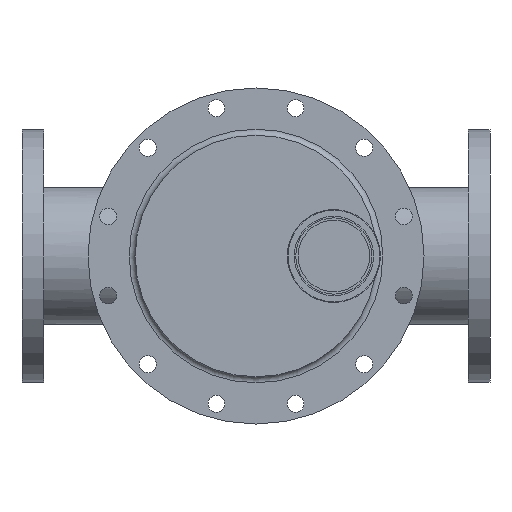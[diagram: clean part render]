
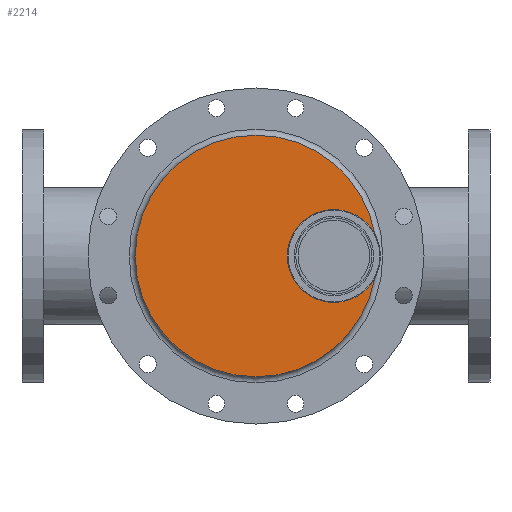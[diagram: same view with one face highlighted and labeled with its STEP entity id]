
A CAD part, left-side view. The second image highlights one B-rep face of the part: STEP entity #2214.
In plain terms, the highlighted planar face has unit normal (-1, 0, 0).
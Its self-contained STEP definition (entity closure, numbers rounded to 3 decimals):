
#37=FACE_BOUND('',#403,.T.);
#184=PLANE('',#2513);
#280=FACE_OUTER_BOUND('',#402,.T.);
#402=EDGE_LOOP('',(#1782));
#403=EDGE_LOOP('',(#1783));
#926=CIRCLE('',#2512,31.75);
#927=CIRCLE('',#2514,100.65);
#1116=VERTEX_POINT('',#3769);
#1117=VERTEX_POINT('',#3773);
#1388=EDGE_CURVE('',#1116,#1116,#926,.T.);
#1390=EDGE_CURVE('',#1117,#1117,#927,.T.);
#1782=ORIENTED_EDGE('',*,*,#1390,.T.);
#1783=ORIENTED_EDGE('',*,*,#1388,.T.);
#2214=ADVANCED_FACE('',(#280,#37),#184,.T.);
#2512=AXIS2_PLACEMENT_3D('',#3770,#3133,#3134);
#2513=AXIS2_PLACEMENT_3D('',#3772,#3136,#3137);
#2514=AXIS2_PLACEMENT_3D('',#3774,#3138,#3139);
#3133=DIRECTION('center_axis',(1.,0.,0.));
#3134=DIRECTION('ref_axis',(0.,-1.,0.));
#3136=DIRECTION('center_axis',(-1.,0.,0.));
#3137=DIRECTION('ref_axis',(0.,0.,1.));
#3138=DIRECTION('center_axis',(-1.,0.,0.));
#3139=DIRECTION('ref_axis',(0.,0.,1.));
#3769=CARTESIAN_POINT('',(-1042.,-33.15,0.));
#3770=CARTESIAN_POINT('Origin',(-1042.,-64.9,0.));
#3772=CARTESIAN_POINT('Origin',(-1042.,0.,0.));
#3773=CARTESIAN_POINT('',(-1042.,-100.65,0.));
#3774=CARTESIAN_POINT('Origin',(-1042.,0.,0.));
